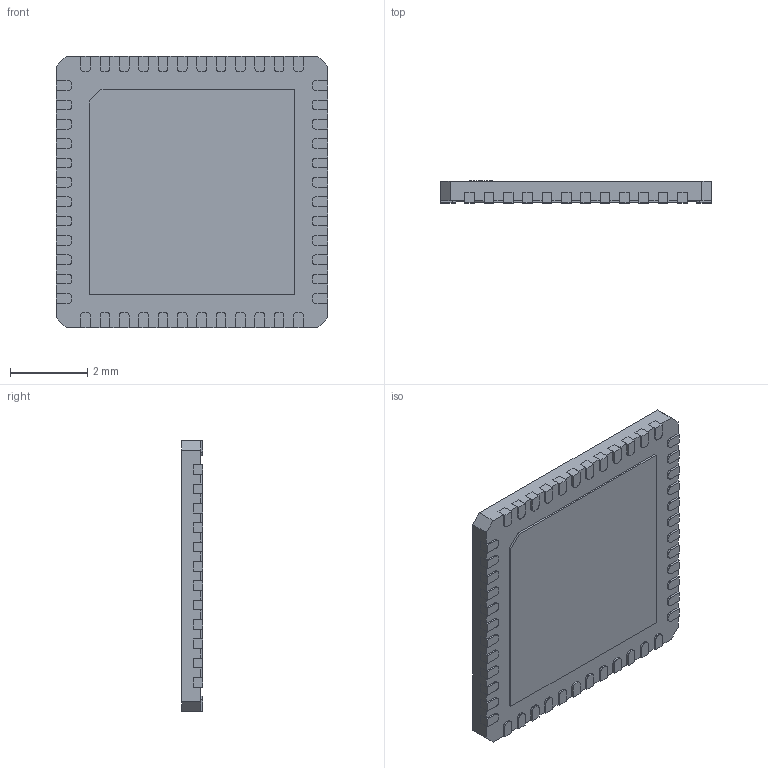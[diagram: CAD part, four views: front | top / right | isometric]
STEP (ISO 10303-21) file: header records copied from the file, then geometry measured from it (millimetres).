
FILE_DESCRIPTION(/* description */ (''),/* implementation_level */ '2;1');
FILE_NAME(/* name */ 'ICE40UP5K-SG48ITR.step',/* time_stamp */ '2021-09-04T13:57:27+02:00',/* author */ (''),/* organization */ (''),/* preprocessor_version */ 'ST-DEVELOPER v18.1',/* originating_system */ 'Autodesk Translation Framework v10.10.0.1391',/* authorisation */ '');
FILE_SCHEMA (('AUTOMOTIVE_DESIGN { 1 0 10303 214 3 1 1 }'));
Length unit declared in the file: millimetre
Products named in the file (1): ICE40UP5K-SG48ITR
Bounding box: 7 x 0.56 x 7 mm (x, y, z)
Volume: 26.1 mm3; surface area: 212 mm2
Topology: 76 solids, 76 shells, 1076 faces, 2769 edges, 1846 vertices
Faces by surface type: plane 701, cylinder 193, bspline 182
Full cylindrical faces by diameter (mm): 0.595 x1
Entity records: 34311 total; most frequent: CARTESIAN_POINT 8786, ORIENTED_EDGE 5538, DIRECTION 4581, EDGE_CURVE 2769, LINE 2019, VECTOR 2019, VERTEX_POINT 1846, AXIS2_PLACEMENT_3D 1281
